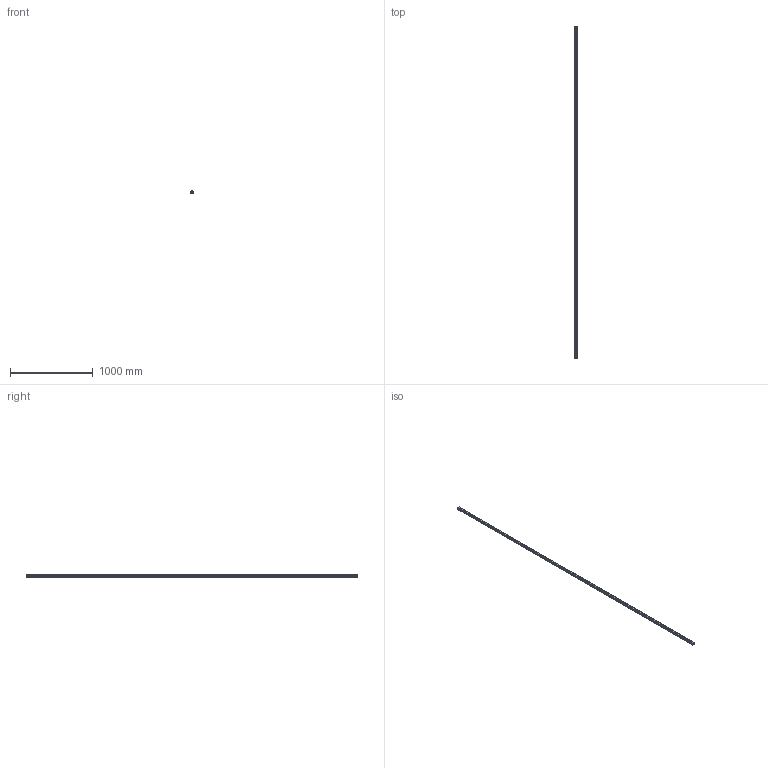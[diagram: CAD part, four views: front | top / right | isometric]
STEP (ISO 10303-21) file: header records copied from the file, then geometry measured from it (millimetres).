
FILE_DESCRIPTION(('STEP AP214'),'1');
FILE_NAME('cctmp_D255E376-0F23-4F2D-891C-59E30259F342_2024_08_07_21_33_33_0152..stp','2024-08-07T19:33:33',('HIWIN GmbH'),('CADClick - www.CADClick.com'),'Spatial InterOp 3D',' ','unknown authorization');
FILE_SCHEMA(('AUTOMOTIVE_DESIGN'));
Length unit declared in the file: millimetre
Products named in the file (3): cc_unnamed; HGR30R4000C_FILE_1; HGR30R4000C_FILE
Assembly tree (2 placements, depth 2):
  cc_unnamed
    HGR30R4000C_FILE_1
    HGR30R4000C_FILE
Bounding box: 28 x 4000 x 26 mm (x, y, z)
Volume: 2327287.8 mm3; surface area: 496432.7 mm2
Topology: 2 solids, 2 shells, 680 faces, 1554 edges, 1036 vertices
Faces by surface type: cylinder 344, plane 336
Entity records: 24926 total; most frequent: DIRECTION 3608, CARTESIAN_POINT 3273, ORIENTED_EDGE 3108, EDGE_CURVE 1554, AXIS2_PLACEMENT_3D 1371, VERTEX_POINT 1036, LINE 866, VECTOR 866
